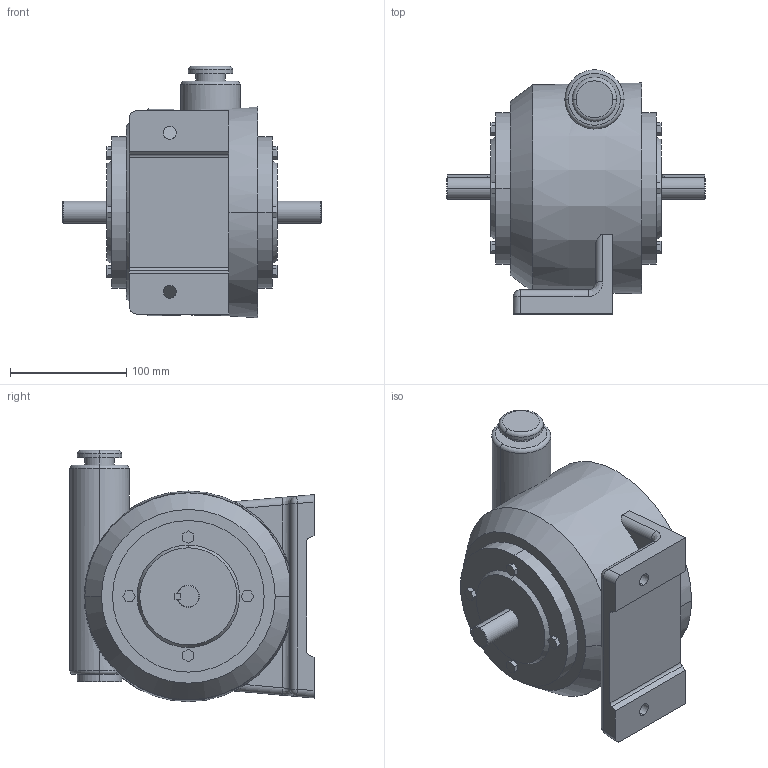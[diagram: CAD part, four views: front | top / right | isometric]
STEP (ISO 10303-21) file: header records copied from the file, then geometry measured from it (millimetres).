
FILE_DESCRIPTION (( 'STEP AP203' ), '1' );
FILE_NAME ('DD5A.step', '2011-08-15T12:17:21', ( '' ), ( '' ), 'SwSTEP 2.0', 'SolidWorks 2010', '' );
FILE_SCHEMA (( 'CONFIG_CONTROL_DESIGN' ));
Length unit declared in the file: inch
Products named in the file (1): DD5A
Bounding box: 222.25 x 209.55 x 215.9 mm (x, y, z)
Volume: 3659348.6 mm3; surface area: 183630.6 mm2
Topology: 1 solids, 1 shells, 177 faces, 432 edges, 277 vertices
Faces by surface type: plane 101, cylinder 51, cone 14, torus 7, bspline 2, sphere 2
Entity records: 5950 total; most frequent: CARTESIAN_POINT 1671, DIRECTION 873, ORIENTED_EDGE 860, EDGE_CURVE 430, AXIS2_PLACEMENT_3D 301, VERTEX_POINT 277, LINE 271, VECTOR 271
